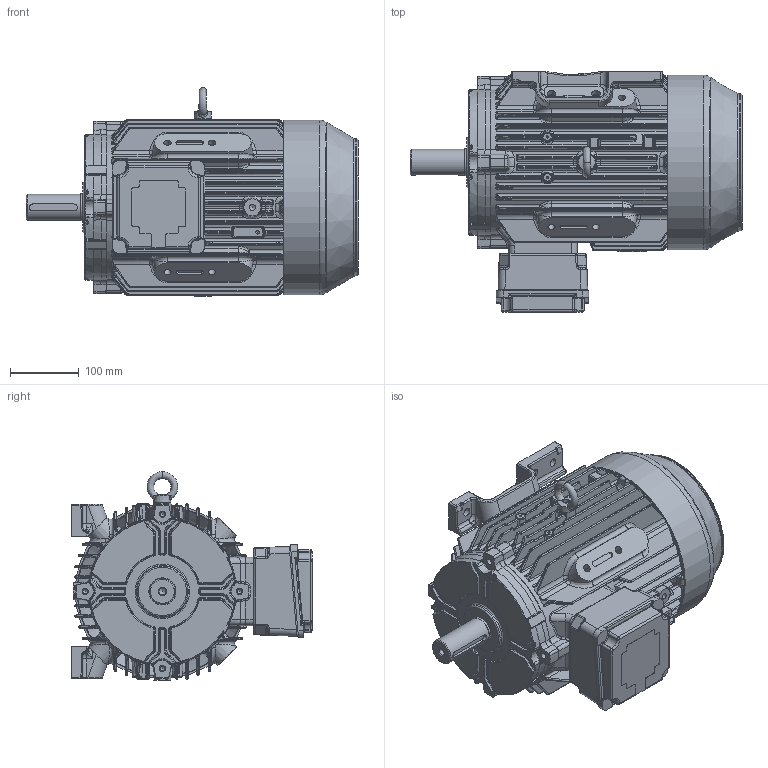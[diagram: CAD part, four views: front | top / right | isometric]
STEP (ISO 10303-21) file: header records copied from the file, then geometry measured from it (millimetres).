
FILE_DESCRIPTION( ( 'Unknown' ), '1' );
FILE_NAME( 'WP-DA132MX B3.stp', 'Unknown', ( 'Unknown' ), ( 'Unknown' ), 'PSStep 17.0.49', 'Unknown', ' ' );
FILE_SCHEMA( ( 'AUTOMOTIVE_DESIGN { 1 0 10303 214 1 1 1 1 }' ) );
Length unit declared in the file: millimetre
Products named in the file (1): 1
Bounding box: 484.5 x 350.46 x 305 mm (x, y, z)
Volume: 4226198.8 mm3; surface area: 1402613.1 mm2
Topology: 1 solids, 9 shells, 3985 faces, 9679 edges, 5610 vertices
Faces by surface type: bspline 1390, cylinder 1195, plane 721, torus 248, cone 245, sphere 186
Full cylindrical faces by diameter (mm): 2.459 x1, 3.2 x4, 4 x4, 4.5 x4, 5.188 x13, 6.5 x4, 6.985 x8, 7 x4, 8.5 x1, 8.782 x4, 9 x4, 10.106 x2, 10.579 x9, 12 x6, 13 x4, 38 x1, 39.5 x1, 39.9 x1, 40 x1, 52 x1, 70 x1, 80 x1, 198 x1, 200 x1, 203.2 x1, 204 x2, 209 x3, 249 x1, 254.8 x1
Entity records: 318890 total; most frequent: CARTESIAN_POINT 204479, ORIENTED_EDGE 18462, DIRECTION 15789, EDGE_CURVE 9231, AXIS2_PLACEMENT_3D 6607, VERTEX_POINT 5502, EDGE_LOOP 4218, FACE_OUTER_BOUND 4089
